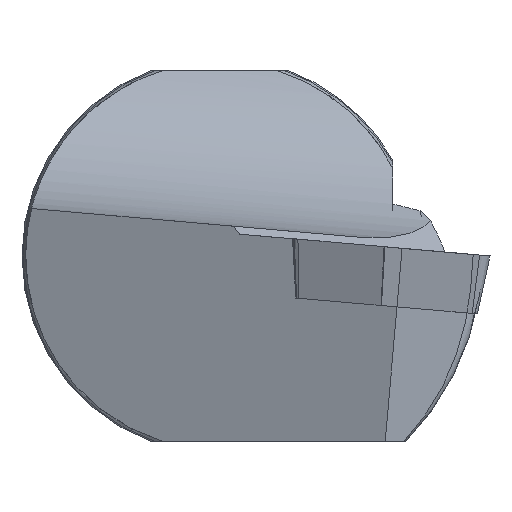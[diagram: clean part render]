
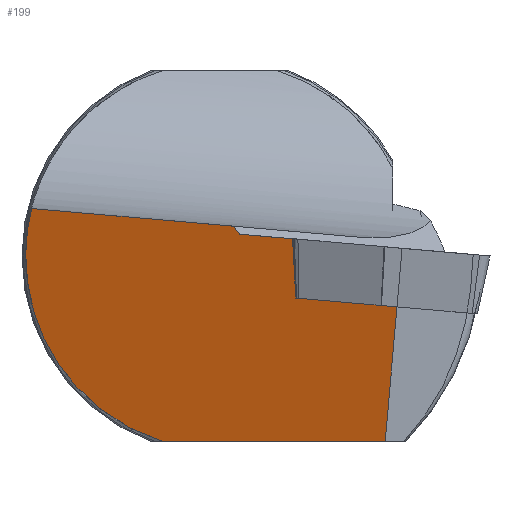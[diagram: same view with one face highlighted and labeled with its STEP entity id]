
A CAD part, left-side view. The second image highlights one B-rep face of the part: STEP entity #199.
In plain terms, the highlighted planar face has unit normal (-0.906, 0.421, 0.037).
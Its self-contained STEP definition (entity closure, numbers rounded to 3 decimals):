
#25=ELLIPSE('',#950,17.323,15.7);
#199=ADVANCED_FACE('',(#261),#218,.F.);
#218=PLANE('',#971);
#261=FACE_OUTER_BOUND('',#315,.T.);
#315=EDGE_LOOP('',(#519,#520,#521,#522,#523,#524));
#519=ORIENTED_EDGE('',*,*,#804,.F.);
#520=ORIENTED_EDGE('',*,*,#800,.F.);
#521=ORIENTED_EDGE('',*,*,#805,.T.);
#522=ORIENTED_EDGE('',*,*,#806,.F.);
#523=ORIENTED_EDGE('',*,*,#802,.T.);
#524=ORIENTED_EDGE('',*,*,#771,.F.);
#664=VERTEX_POINT('',#1850);
#665=VERTEX_POINT('',#1852);
#679=VERTEX_POINT('',#1966);
#680=VERTEX_POINT('',#1968);
#681=VERTEX_POINT('',#1972);
#682=VERTEX_POINT('',#1977);
#771=EDGE_CURVE('',#664,#665,#25,.T.);
#800=EDGE_CURVE('',#679,#680,#849,.T.);
#802=EDGE_CURVE('',#681,#665,#851,.T.);
#804=EDGE_CURVE('',#680,#664,#853,.T.);
#805=EDGE_CURVE('',#679,#682,#854,.T.);
#806=EDGE_CURVE('',#681,#682,#855,.T.);
#849=LINE('',#1967,#894);
#851=LINE('',#1971,#896);
#853=LINE('',#1975,#898);
#854=LINE('',#1976,#899);
#855=LINE('',#1978,#900);
#894=VECTOR('',#1147,1.);
#896=VECTOR('',#1151,1.);
#898=VECTOR('',#1155,1.);
#899=VECTOR('',#1156,1.);
#900=VECTOR('',#1157,1.);
#950=AXIS2_PLACEMENT_3D('',#1851,#1101,#1102);
#971=AXIS2_PLACEMENT_3D('',#1979,#1158,#1159);
#1101=DIRECTION('',(0.906,-0.421,-0.037));
#1102=DIRECTION('',(-0.423,-0.903,-0.079));
#1147=DIRECTION('',(0.,0.087,-0.996));
#1151=DIRECTION('',(0.423,0.903,0.079));
#1155=DIRECTION('',(0.421,0.907,0.));
#1156=DIRECTION('',(0.423,0.903,0.079));
#1157=DIRECTION('',(-0.308,-0.598,-0.74));
#1158=DIRECTION('',(0.906,-0.421,-0.037));
#1159=DIRECTION('',(-0.421,-0.907,0.));
#1850=CARTESIAN_POINT('',(9.691,26.591,-14.996));
#1851=CARTESIAN_POINT('',(8.147,21.956,0.004));
#1852=CARTESIAN_POINT('',(15.375,37.179,3.845));
#1966=CARTESIAN_POINT('',(1.316,7.196,0.62));
#1967=CARTESIAN_POINT('',(1.316,4.529,31.103));
#1968=CARTESIAN_POINT('',(1.316,8.562,-14.996));
#1971=CARTESIAN_POINT('',(-4.654,-5.61,0.101));
#1972=CARTESIAN_POINT('',(7.727,20.84,2.416));
#1975=CARTESIAN_POINT('',(-0.225,5.245,-14.996));
#1976=CARTESIAN_POINT('',(1.316,7.196,0.62));
#1977=CARTESIAN_POINT('',(7.457,20.316,1.767));
#1978=CARTESIAN_POINT('',(10.649,26.517,9.435));
#1979=CARTESIAN_POINT('',(1.316,4.529,31.103));
